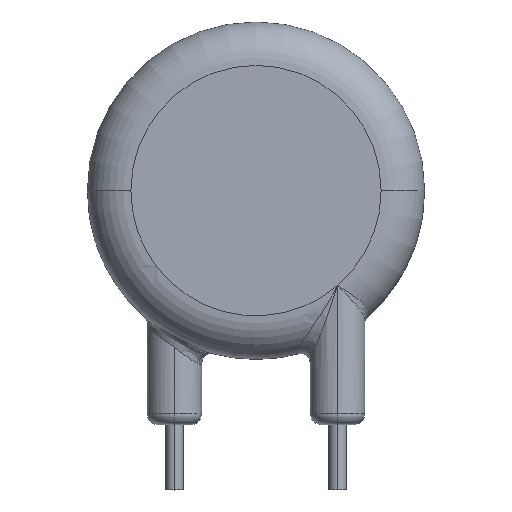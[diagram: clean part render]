
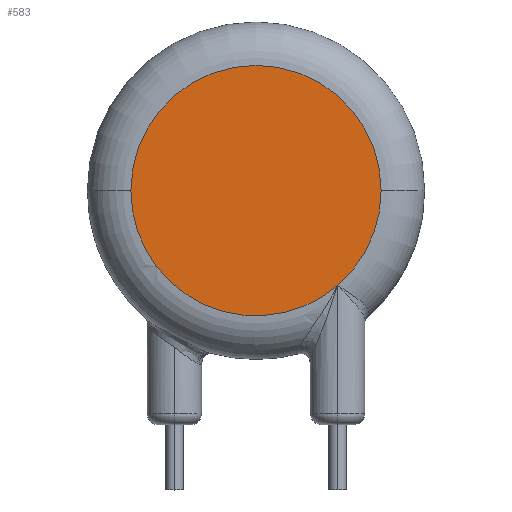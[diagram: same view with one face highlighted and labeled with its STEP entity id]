
A CAD part, top view. The second image highlights one B-rep face of the part: STEP entity #583.
In plain terms, the highlighted planar face has unit normal (0, 0, 1).
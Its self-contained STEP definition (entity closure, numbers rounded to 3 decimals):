
#18 = AXIS2_PLACEMENT_3D ( 'NONE', #1173, #380, #1205 ) ;
#41 = ORIENTED_EDGE ( 'NONE', *, *, #1894, .T. ) ;
#105 = PLANE ( 'NONE',  #18 ) ;
#131 = VERTEX_POINT ( 'NONE', #1657 ) ;
#316 = VERTEX_POINT ( 'NONE', #1599 ) ;
#360 = CIRCLE ( 'NONE', #1734, 5.75 ) ;
#380 = DIRECTION ( 'NONE',  ( 0., 0., 1. ) ) ;
#439 = VERTEX_POINT ( 'NONE', #1074 ) ;
#477 = EDGE_CURVE ( 'NONE', #439, #316, #1478, .T. ) ;
#544 = ORIENTED_EDGE ( 'NONE', *, *, #477, .T. ) ;
#583 = ADVANCED_FACE ( 'NONE', ( #1509 ), #105, .T. ) ;
#652 = DIRECTION ( 'NONE',  ( 1., 0., 0. ) ) ;
#752 = DIRECTION ( 'NONE',  ( 0., 0., 1. ) ) ;
#764 = DIRECTION ( 'NONE',  ( 1., 0., 0. ) ) ;
#831 = DIRECTION ( 'NONE',  ( 0., 0., 1. ) ) ;
#956 = AXIS2_PLACEMENT_3D ( 'NONE', #989, #1766, #652 ) ;
#989 = CARTESIAN_POINT ( 'NONE',  ( 0., 10.75, 2.1 ) ) ;
#1074 = CARTESIAN_POINT ( 'NONE',  ( -5.75, 10.75, 2.1 ) ) ;
#1173 = CARTESIAN_POINT ( 'NONE',  ( 0., 10.75, 2.1 ) ) ;
#1205 = DIRECTION ( 'NONE',  ( 1., 0., 0. ) ) ;
#1242 = CIRCLE ( 'NONE', #1427, 5.75 ) ;
#1252 = CARTESIAN_POINT ( 'NONE',  ( 0., 10.75, 2.1 ) ) ;
#1286 = DIRECTION ( 'NONE',  ( 1., 0., 0. ) ) ;
#1321 = CARTESIAN_POINT ( 'NONE',  ( 0., 10.75, 2.1 ) ) ;
#1335 = EDGE_LOOP ( 'NONE', ( #41, #1946, #544 ) ) ;
#1427 = AXIS2_PLACEMENT_3D ( 'NONE', #1252, #752, #764 ) ;
#1478 = CIRCLE ( 'NONE', #956, 5.75 ) ;
#1509 = FACE_OUTER_BOUND ( 'NONE', #1335, .T. ) ;
#1599 = CARTESIAN_POINT ( 'NONE',  ( 3.75, 6.391, 2.1 ) ) ;
#1657 = CARTESIAN_POINT ( 'NONE',  ( 5.75, 10.75, 2.1 ) ) ;
#1734 = AXIS2_PLACEMENT_3D ( 'NONE', #1321, #831, #1286 ) ;
#1752 = EDGE_CURVE ( 'NONE', #131, #439, #360, .T. ) ;
#1766 = DIRECTION ( 'NONE',  ( 0., 0., 1. ) ) ;
#1894 = EDGE_CURVE ( 'NONE', #316, #131, #1242, .T. ) ;
#1946 = ORIENTED_EDGE ( 'NONE', *, *, #1752, .T. ) ;
